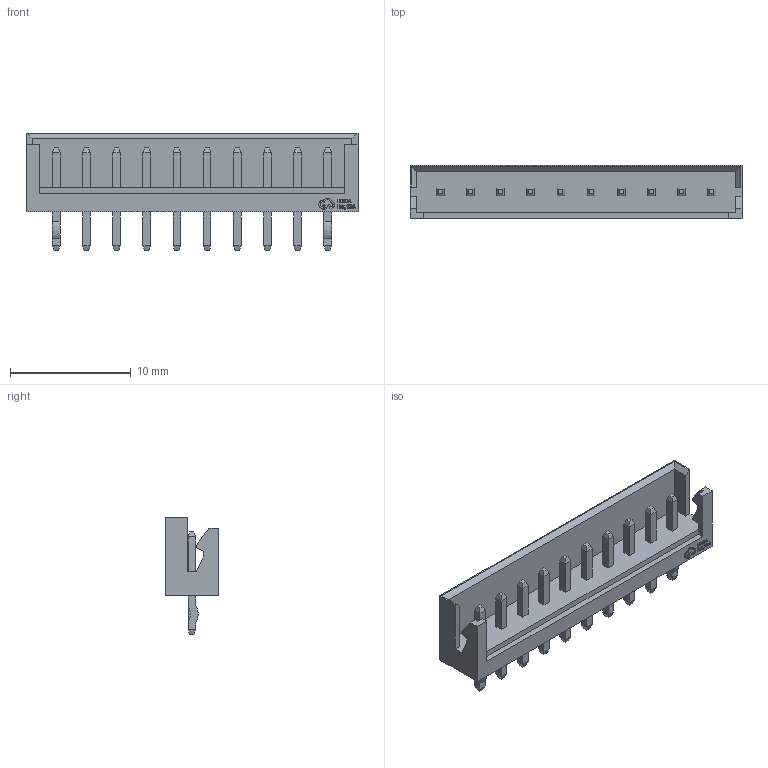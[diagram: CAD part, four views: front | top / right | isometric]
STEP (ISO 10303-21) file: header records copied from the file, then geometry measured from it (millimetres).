
FILE_DESCRIPTION (( 'STEP AP214' ), '1' );
FILE_NAME ('CONN-TH_10P-P2.50_INCP_IPCW257W1AXWXXV.STEP', '2022-06-18T13:01:59', ( 'Sky123.Org' ), ( 'Sky123.Org' ), 'SwSTEP 2.0', 'SolidWorks 2017', '' );
FILE_SCHEMA (( 'AUTOMOTIVE_DESIGN' ));
Length unit declared in the file: millimetre
Products named in the file (1): CONN-TH_10P-P2.50_INCP_IPCW257W1AXWXXV
Bounding box: 27.5 x 4.41 x 9.7 mm (x, y, z)
Volume: 333.7 mm3; surface area: 832.2 mm2
Topology: 1 solids, 1 shells, 447 faces, 1134 edges, 728 vertices
Faces by surface type: plane 345, bspline 98, cylinder 4
Entity records: 18631 total; most frequent: CARTESIAN_POINT 3620, ORIENTED_EDGE 2268, DIRECTION 1642, EDGE_CURVE 1134, LINE 926, VECTOR 926, VERTEX_POINT 728, EDGE_LOOP 486
